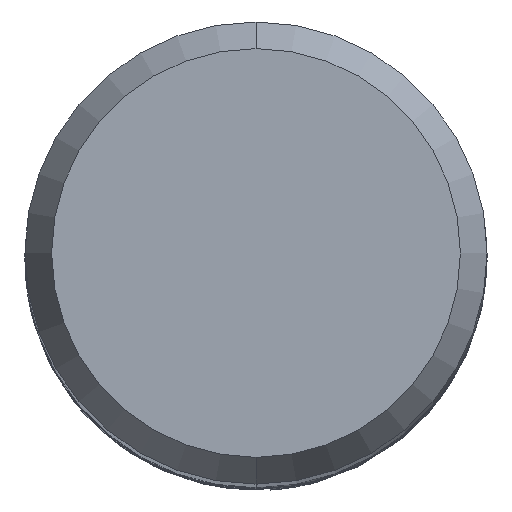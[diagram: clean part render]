
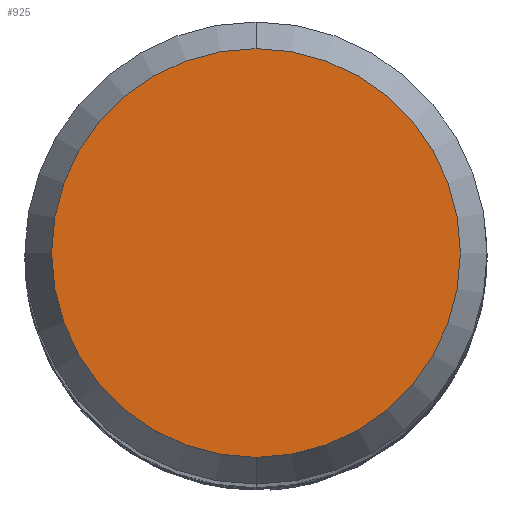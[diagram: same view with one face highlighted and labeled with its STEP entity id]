
A CAD part, top view. The second image highlights one B-rep face of the part: STEP entity #925.
In plain terms, the highlighted planar face has unit normal (0, 0, 1).
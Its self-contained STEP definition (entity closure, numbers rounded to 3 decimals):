
#721=VERTEX_POINT('',#1963);
#797=VERTEX_POINT('',#2047);
#925=ADVANCED_FACE('',(#2186),#2187,.T.);
#959=EDGE_CURVE('',#721,#797,#2226,.T.);
#1579=EDGE_CURVE('',#797,#721,#2908,.T.);
#1963=CARTESIAN_POINT('',(0.0,4.423,0.0));
#2047=CARTESIAN_POINT('',(0.,-4.423,0.0));
#2186=FACE_OUTER_BOUND('',#7824,.T.);
#2187=PLANE('',#7825);
#2226=CIRCLE('',#8837,4.423);
#2908=CIRCLE('',#20500,4.423);
#7824=EDGE_LOOP('',(#23138,#23139));
#7825=AXIS2_PLACEMENT_3D('',#23140,#23141,#23142);
#8837=AXIS2_PLACEMENT_3D('',#23186,#23187,#23188);
#20500=AXIS2_PLACEMENT_3D('',#23909,#23910,#23911);
#23138=ORIENTED_EDGE('',*,*,#959,.F.);
#23139=ORIENTED_EDGE('',*,*,#1579,.F.);
#23140=CARTESIAN_POINT('',(0.0,2.211,0.0));
#23141=DIRECTION('',(-0.0,0.0,1.0));
#23142=DIRECTION('',(0.0,-1.0,0.0));
#23186=CARTESIAN_POINT('',(0.0,0.0,0.0));
#23187=DIRECTION('',(0.0,0.0,-1.0));
#23188=DIRECTION('',(0.0,1.0,0.0));
#23909=CARTESIAN_POINT('',(0.0,0.0,0.0));
#23910=DIRECTION('',(0.0,0.0,-1.0));
#23911=DIRECTION('',(0.0,1.0,0.0));
